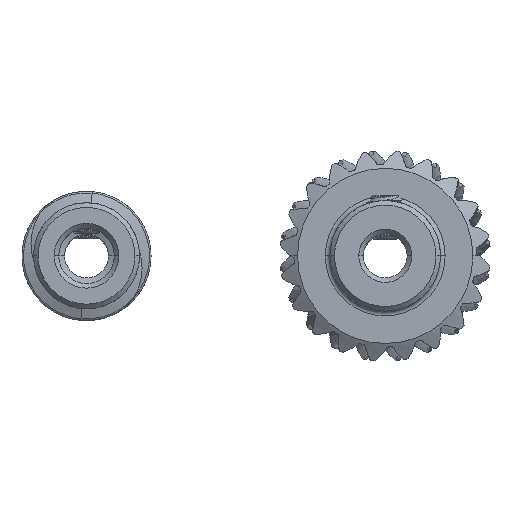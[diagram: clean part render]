
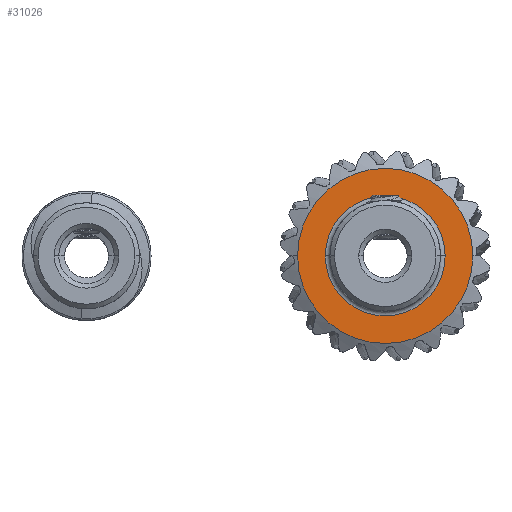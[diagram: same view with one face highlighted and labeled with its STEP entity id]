
A CAD part, top view. The second image highlights one B-rep face of the part: STEP entity #31026.
In plain terms, the highlighted planar face has unit normal (0, 0, 1).
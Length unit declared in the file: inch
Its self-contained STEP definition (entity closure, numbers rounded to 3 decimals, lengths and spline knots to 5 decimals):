
#274 = FACE_OUTER_BOUND ( 'NONE', #23556, .T. ) ;
#1095 = DIRECTION ( 'NONE',  ( 0., 0., -1. ) ) ;
#1356 = CIRCLE ( 'NONE', #16785, 0.25591 ) ;
#2487 = EDGE_CURVE ( 'NONE', #21640, #21513, #28097, .T. ) ;
#4046 = DIRECTION ( 'NONE',  ( 0., 0., -1. ) ) ;
#4641 = CARTESIAN_POINT ( 'NONE',  ( -0.37402, 0., 0.15748 ) ) ;
#5178 = ORIENTED_EDGE ( 'NONE', *, *, #2487, .T. ) ;
#5967 = DIRECTION ( 'NONE',  ( 1., 0., 0. ) ) ;
#6778 = CARTESIAN_POINT ( 'NONE',  ( 0.37402, 0., 0.15748 ) ) ;
#7531 = VERTEX_POINT ( 'NONE', #25163 ) ;
#9718 = EDGE_CURVE ( 'NONE', #21513, #21640, #27960, .T. ) ;
#9935 = AXIS2_PLACEMENT_3D ( 'NONE', #26043, #28231, #16167 ) ;
#10802 = DIRECTION ( 'NONE',  ( 0., 0., 1. ) ) ;
#12902 = EDGE_CURVE ( 'NONE', #7531, #27252, #1356, .T. ) ;
#13698 = PLANE ( 'NONE',  #9935 ) ;
#13901 = AXIS2_PLACEMENT_3D ( 'NONE', #18081, #10802, #15400 ) ;
#15400 = DIRECTION ( 'NONE',  ( 1., 0., 0. ) ) ;
#16167 = DIRECTION ( 'NONE',  ( -1., 0., 0. ) ) ;
#16785 = AXIS2_PLACEMENT_3D ( 'NONE', #25484, #1095, #23230 ) ;
#18081 = CARTESIAN_POINT ( 'NONE',  ( 0., 0., 0.15748 ) ) ;
#18781 = CARTESIAN_POINT ( 'NONE',  ( 0., 0., 0.15748 ) ) ;
#21084 = CARTESIAN_POINT ( 'NONE',  ( 0., 0., 0.15748 ) ) ;
#21247 = DIRECTION ( 'NONE',  ( -1., 0., 0. ) ) ;
#21513 = VERTEX_POINT ( 'NONE', #4641 ) ;
#21640 = VERTEX_POINT ( 'NONE', #6778 ) ;
#22758 = CIRCLE ( 'NONE', #24020, 0.25591 ) ;
#23230 = DIRECTION ( 'NONE',  ( -1., 0., 0. ) ) ;
#23556 = EDGE_LOOP ( 'NONE', ( #25867, #5178 ) ) ;
#23707 = ORIENTED_EDGE ( 'NONE', *, *, #12902, .T. ) ;
#24020 = AXIS2_PLACEMENT_3D ( 'NONE', #18781, #4046, #21247 ) ;
#25163 = CARTESIAN_POINT ( 'NONE',  ( -0.25591, 0., 0.15748 ) ) ;
#25484 = CARTESIAN_POINT ( 'NONE',  ( 0., 0., 0.15748 ) ) ;
#25774 = CARTESIAN_POINT ( 'NONE',  ( 0.25591, 0., 0.15748 ) ) ;
#25867 = ORIENTED_EDGE ( 'NONE', *, *, #9718, .T. ) ;
#25892 = ORIENTED_EDGE ( 'NONE', *, *, #27527, .T. ) ;
#26043 = CARTESIAN_POINT ( 'NONE',  ( 0., 0.37402, 0.15748 ) ) ;
#26271 = AXIS2_PLACEMENT_3D ( 'NONE', #21084, #28211, #5967 ) ;
#26790 = FACE_BOUND ( 'NONE', #27554, .T. ) ;
#27252 = VERTEX_POINT ( 'NONE', #25774 ) ;
#27527 = EDGE_CURVE ( 'NONE', #27252, #7531, #22758, .T. ) ;
#27554 = EDGE_LOOP ( 'NONE', ( #23707, #25892 ) ) ;
#27960 = CIRCLE ( 'NONE', #13901, 0.37402 ) ;
#28097 = CIRCLE ( 'NONE', #26271, 0.37402 ) ;
#28211 = DIRECTION ( 'NONE',  ( 0., 0., 1. ) ) ;
#28231 = DIRECTION ( 'NONE',  ( 0., 0., -1. ) ) ;
#31026 = ADVANCED_FACE ( 'NONE', ( #26790, #274 ), #13698, .F. ) ;
